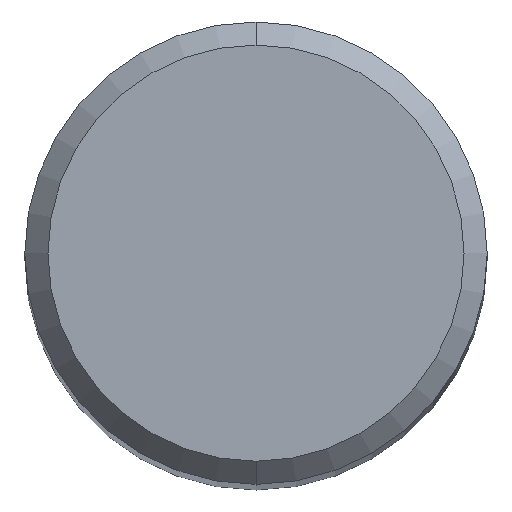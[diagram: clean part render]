
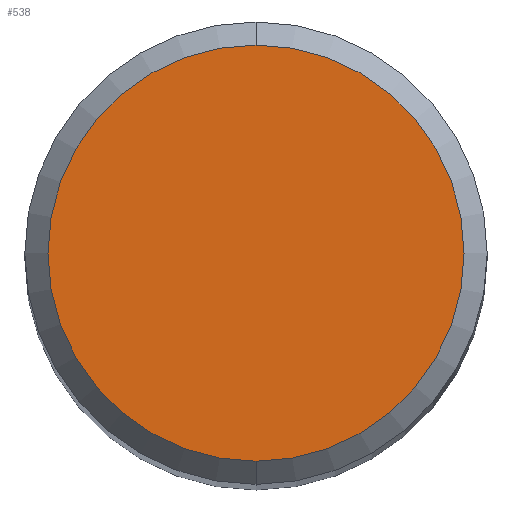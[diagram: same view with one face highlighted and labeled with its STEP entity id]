
A CAD part, top view. The second image highlights one B-rep face of the part: STEP entity #538.
In plain terms, the highlighted planar face has unit normal (0, 0, 1).
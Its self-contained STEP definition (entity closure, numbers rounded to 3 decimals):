
#368=EDGE_CURVE('',#678,#496,#940,.T.);
#496=VERTEX_POINT('',#1077);
#538=ADVANCED_FACE('',(#1123),#1124,.T.);
#678=VERTEX_POINT('',#1275);
#786=EDGE_CURVE('',#496,#678,#1398,.T.);
#940=CIRCLE('',#1661,3.6);
#1077=CARTESIAN_POINT('',(0.0,3.6,0.0));
#1123=FACE_OUTER_BOUND('',#3575,.T.);
#1124=PLANE('',#3576);
#1275=CARTESIAN_POINT('',(0.,-3.6,0.0));
#1398=CIRCLE('',#5598,3.6);
#1661=AXIS2_PLACEMENT_3D('',#5911,#5912,#5913);
#3575=EDGE_LOOP('',(#6068,#6069));
#3576=AXIS2_PLACEMENT_3D('',#6070,#6071,#6072);
#5598=AXIS2_PLACEMENT_3D('',#6381,#6382,#6383);
#5911=CARTESIAN_POINT('',(0.0,0.0,0.0));
#5912=DIRECTION('',(0.0,0.0,-1.0));
#5913=DIRECTION('',(0.0,1.0,0.0));
#6068=ORIENTED_EDGE('',*,*,#786,.F.);
#6069=ORIENTED_EDGE('',*,*,#368,.F.);
#6070=CARTESIAN_POINT('',(0.0,1.8,0.0));
#6071=DIRECTION('',(-0.0,0.0,1.0));
#6072=DIRECTION('',(0.0,-1.0,0.0));
#6381=CARTESIAN_POINT('',(0.0,0.0,0.0));
#6382=DIRECTION('',(0.0,0.0,-1.0));
#6383=DIRECTION('',(0.0,1.0,0.0));
